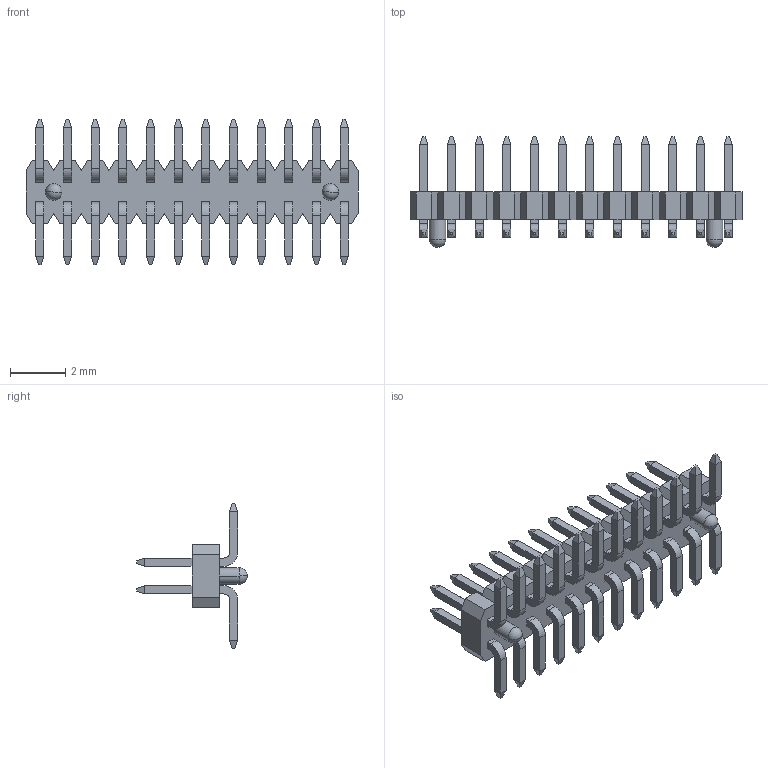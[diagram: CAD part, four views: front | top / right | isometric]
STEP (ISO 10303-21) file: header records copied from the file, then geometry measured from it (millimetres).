
FILE_DESCRIPTION((''),'2;1');
FILE_NAME('FPH10033-D24S1014150520M','2024-01-10T',('工程三'),(''),'PRO/ENGINEER BY PARAMETRIC TECHNOLOGY CORPORATION, 2010280','PRO/ENGINEER BY PARAMETRIC TECHNOLOGY CORPORATION, 2010280','');
FILE_SCHEMA(('CONFIG_CONTROL_DESIGN'));
Length unit declared in the file: millimetre
Products named in the file (1): FPH10033-D24S1014150520M
Bounding box: 12 x 4 x 5.25 mm (x, y, z)
Volume: 35 mm3; surface area: 211.9 mm2
Topology: 1 solids, 1 shells, 612 faces, 1490 edges, 926 vertices
Faces by surface type: plane 556, cylinder 52, sphere 4
Entity records: 17404 total; most frequent: CARTESIAN_POINT 3024, ORIENTED_EDGE 2972, DIRECTION 2818, EDGE_CURVE 1486, VECTOR 1378, LINE 1378, VERTEX_POINT 926, AXIS2_PLACEMENT_3D 720
